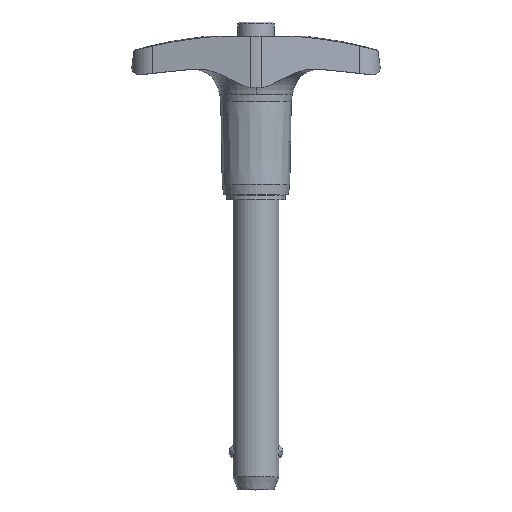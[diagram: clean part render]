
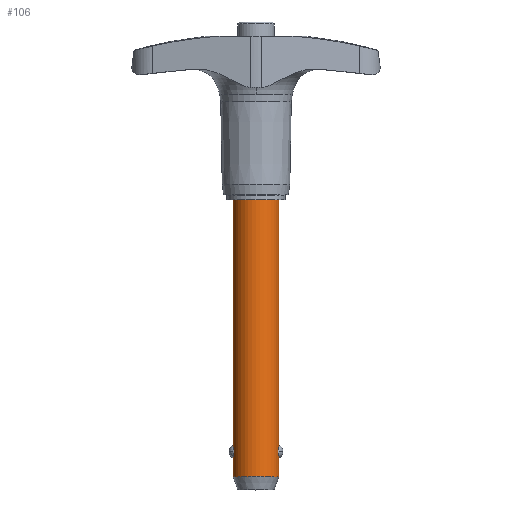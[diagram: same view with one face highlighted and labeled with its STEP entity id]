
A CAD part, top view. The second image highlights one B-rep face of the part: STEP entity #106.
In plain terms, the highlighted cylindrical face has radius 4.763 mm (diameter 9.525 mm), a partial arc.
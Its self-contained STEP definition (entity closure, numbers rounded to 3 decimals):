
#106=ADVANCED_FACE('',(#275),#276,.T.);
#275=FACE_OUTER_BOUND('',#510,.T.);
#276=CYLINDRICAL_SURFACE('',#511,4.763);
#510=EDGE_LOOP('',(#761,#762,#763,#764,#765,#766,#767,#768,#769,#770));
#511=AXIS2_PLACEMENT_3D('',#771,#772,#773);
#761=ORIENTED_EDGE('',*,*,#1465,.T.);
#762=ORIENTED_EDGE('',*,*,#1466,.T.);
#763=ORIENTED_EDGE('',*,*,#1467,.T.);
#764=ORIENTED_EDGE('',*,*,#1468,.T.);
#765=ORIENTED_EDGE('',*,*,#1469,.F.);
#766=ORIENTED_EDGE('',*,*,#1470,.T.);
#767=ORIENTED_EDGE('',*,*,#1471,.T.);
#768=ORIENTED_EDGE('',*,*,#1472,.T.);
#769=ORIENTED_EDGE('',*,*,#1473,.T.);
#770=ORIENTED_EDGE('',*,*,#1474,.T.);
#771=CARTESIAN_POINT('',(0.0,-30.036,0.0));
#772=DIRECTION('',(-0.0,1.0,0.0));
#773=DIRECTION('',(1.0,0.0,0.0));
#1465=EDGE_CURVE('',#1767,#1768,#1769,.T.);
#1466=EDGE_CURVE('',#1768,#1770,#1771,.T.);
#1467=EDGE_CURVE('',#1770,#1772,#1773,.T.);
#1468=EDGE_CURVE('',#1772,#1774,#1775,.T.);
#1469=EDGE_CURVE('',#1776,#1774,#1777,.T.);
#1470=EDGE_CURVE('',#1776,#1778,#1779,.T.);
#1471=EDGE_CURVE('',#1778,#1780,#1781,.T.);
#1472=EDGE_CURVE('',#1780,#1782,#1783,.T.);
#1473=EDGE_CURVE('',#1782,#1784,#1785,.T.);
#1474=EDGE_CURVE('',#1784,#1767,#1786,.T.);
#1767=VERTEX_POINT('',#2314);
#1768=VERTEX_POINT('',#2315);
#1769=LINE('',#2316,#2317);
#1770=VERTEX_POINT('',#2318);
#1771=B_SPLINE_CURVE_WITH_KNOTS('',3,(#2319,#2320,#2321,#2322,#2323,#2324,#2325,#2326,#2327,#2328,#2329,#2330,#2331,#2332),.UNSPECIFIED.,.F.,.F.,(4,2,2,2,2,2,4),(2.083,2.447,2.811,3.028,3.245,3.706,4.167),.UNSPECIFIED.);
#1772=VERTEX_POINT('',#2333);
#1773=B_SPLINE_CURVE_WITH_KNOTS('',3,(#2334,#2335,#2336,#2337,#2338,#2339,#2340,#2341,#2342,#2343,#2344,#2345,#2346,#2347),.UNSPECIFIED.,.F.,.F.,(4,2,2,2,2,2,4),(4.167,4.628,5.089,5.305,5.522,5.886,6.25),.UNSPECIFIED.);
#1774=VERTEX_POINT('',#2348);
#1775=LINE('',#2349,#2350);
#1776=VERTEX_POINT('',#2351);
#1777=CIRCLE('',#2352,4.763);
#1778=VERTEX_POINT('',#2353);
#1779=LINE('',#2354,#2355);
#1780=VERTEX_POINT('',#2356);
#1781=B_SPLINE_CURVE_WITH_KNOTS('',3,(#2357,#2358,#2359,#2360,#2361,#2362,#2363,#2364,#2365,#2366,#2367,#2368,#2369,#2370),.UNSPECIFIED.,.F.,.F.,(4,2,2,2,2,2,4),(6.25,6.614,6.978,7.194,7.411,7.872,8.333),.UNSPECIFIED.);
#1782=VERTEX_POINT('',#2371);
#1783=B_SPLINE_CURVE_WITH_KNOTS('',3,(#2372,#2373,#2374,#2375,#2376,#2377,#2378,#2379,#2380,#2381,#2382,#2383,#2384,#2385),.UNSPECIFIED.,.F.,.F.,(4,2,2,2,2,2,4),(0.0,0.461,0.922,1.139,1.355,1.719,2.083),.UNSPECIFIED.);
#1784=VERTEX_POINT('',#2386);
#1785=LINE('',#2387,#2388);
#1786=CIRCLE('',#2389,4.763);
#2314=CARTESIAN_POINT('',(4.763,-57.29,0.0));
#2315=CARTESIAN_POINT('',(4.763,-53.48,0.));
#2316=CARTESIAN_POINT('',(4.763,-30.036,0.));
#2317=VECTOR('',#3923,1.0);
#2318=CARTESIAN_POINT('',(4.543,-52.14,1.429));
#2319=CARTESIAN_POINT('',(4.763,-53.48,0.0));
#2320=CARTESIAN_POINT('',(4.763,-53.48,0.121));
#2321=CARTESIAN_POINT('',(4.757,-53.465,0.253));
#2322=CARTESIAN_POINT('',(4.737,-53.4,0.507));
#2323=CARTESIAN_POINT('',(4.722,-53.351,0.629));
#2324=CARTESIAN_POINT('',(4.696,-53.258,0.797));
#2325=CARTESIAN_POINT('',(4.684,-53.215,0.863));
#2326=CARTESIAN_POINT('',(4.66,-53.119,0.985));
#2327=CARTESIAN_POINT('',(4.647,-53.065,1.042));
#2328=CARTESIAN_POINT('',(4.612,-52.9,1.192));
#2329=CARTESIAN_POINT('',(4.587,-52.76,1.282));
#2330=CARTESIAN_POINT('',(4.552,-52.457,1.4));
#2331=CARTESIAN_POINT('',(4.543,-52.293,1.429));
#2332=CARTESIAN_POINT('',(4.543,-52.14,1.429));
#2333=CARTESIAN_POINT('',(4.763,-50.8,0.));
#2334=CARTESIAN_POINT('',(4.543,-52.14,1.429));
#2335=CARTESIAN_POINT('',(4.543,-51.986,1.429));
#2336=CARTESIAN_POINT('',(4.552,-51.822,1.4));
#2337=CARTESIAN_POINT('',(4.587,-51.519,1.282));
#2338=CARTESIAN_POINT('',(4.612,-51.38,1.192));
#2339=CARTESIAN_POINT('',(4.647,-51.215,1.042));
#2340=CARTESIAN_POINT('',(4.66,-51.161,0.985));
#2341=CARTESIAN_POINT('',(4.684,-51.064,0.863));
#2342=CARTESIAN_POINT('',(4.696,-51.022,0.797));
#2343=CARTESIAN_POINT('',(4.722,-50.929,0.629));
#2344=CARTESIAN_POINT('',(4.737,-50.879,0.507));
#2345=CARTESIAN_POINT('',(4.757,-50.815,0.253));
#2346=CARTESIAN_POINT('',(4.763,-50.8,0.121));
#2347=CARTESIAN_POINT('',(4.763,-50.8,0.));
#2348=CARTESIAN_POINT('',(4.763,0.0,0.0));
#2349=CARTESIAN_POINT('',(4.763,-30.036,0.));
#2350=VECTOR('',#3924,1.0);
#2351=CARTESIAN_POINT('',(-4.763,0.0,0.));
#2352=AXIS2_PLACEMENT_3D('',#3925,#3926,#3927);
#2353=CARTESIAN_POINT('',(-4.763,-50.8,0.));
#2354=CARTESIAN_POINT('',(-4.763,-30.036,0.));
#2355=VECTOR('',#3928,1.0);
#2356=CARTESIAN_POINT('',(-4.543,-52.14,1.429));
#2357=CARTESIAN_POINT('',(-4.763,-50.8,0.));
#2358=CARTESIAN_POINT('',(-4.763,-50.8,0.121));
#2359=CARTESIAN_POINT('',(-4.757,-50.815,0.253));
#2360=CARTESIAN_POINT('',(-4.737,-50.879,0.507));
#2361=CARTESIAN_POINT('',(-4.722,-50.929,0.629));
#2362=CARTESIAN_POINT('',(-4.696,-51.022,0.797));
#2363=CARTESIAN_POINT('',(-4.684,-51.064,0.863));
#2364=CARTESIAN_POINT('',(-4.66,-51.161,0.985));
#2365=CARTESIAN_POINT('',(-4.647,-51.215,1.042));
#2366=CARTESIAN_POINT('',(-4.612,-51.38,1.192));
#2367=CARTESIAN_POINT('',(-4.587,-51.519,1.282));
#2368=CARTESIAN_POINT('',(-4.552,-51.822,1.4));
#2369=CARTESIAN_POINT('',(-4.543,-51.986,1.429));
#2370=CARTESIAN_POINT('',(-4.543,-52.14,1.429));
#2371=CARTESIAN_POINT('',(-4.763,-53.48,0.));
#2372=CARTESIAN_POINT('',(-4.543,-52.14,1.429));
#2373=CARTESIAN_POINT('',(-4.543,-52.293,1.429));
#2374=CARTESIAN_POINT('',(-4.552,-52.457,1.4));
#2375=CARTESIAN_POINT('',(-4.587,-52.76,1.282));
#2376=CARTESIAN_POINT('',(-4.612,-52.9,1.192));
#2377=CARTESIAN_POINT('',(-4.647,-53.065,1.042));
#2378=CARTESIAN_POINT('',(-4.66,-53.119,0.985));
#2379=CARTESIAN_POINT('',(-4.684,-53.215,0.863));
#2380=CARTESIAN_POINT('',(-4.696,-53.258,0.797));
#2381=CARTESIAN_POINT('',(-4.722,-53.351,0.629));
#2382=CARTESIAN_POINT('',(-4.737,-53.4,0.507));
#2383=CARTESIAN_POINT('',(-4.757,-53.465,0.253));
#2384=CARTESIAN_POINT('',(-4.763,-53.48,0.121));
#2385=CARTESIAN_POINT('',(-4.763,-53.48,0.));
#2386=CARTESIAN_POINT('',(-4.763,-57.29,0.));
#2387=CARTESIAN_POINT('',(-4.763,-30.036,0.));
#2388=VECTOR('',#3929,1.0);
#2389=AXIS2_PLACEMENT_3D('',#3930,#3931,#3932);
#3923=DIRECTION('',(0.0,1.0,0.0));
#3924=DIRECTION('',(0.0,1.0,0.0));
#3925=CARTESIAN_POINT('',(0.0,0.0,0.0));
#3926=DIRECTION('',(-0.0,1.0,0.0));
#3927=DIRECTION('',(1.0,0.0,0.0));
#3928=DIRECTION('',(-0.0,-1.0,-0.0));
#3929=DIRECTION('',(-0.0,-1.0,-0.0));
#3930=CARTESIAN_POINT('',(0.0,-57.29,0.0));
#3931=DIRECTION('',(0.,1.0,0.0));
#3932=DIRECTION('',(1.0,0.,0.0));
